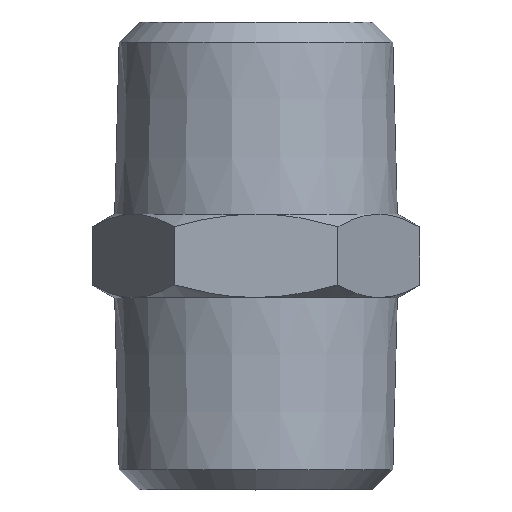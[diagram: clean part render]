
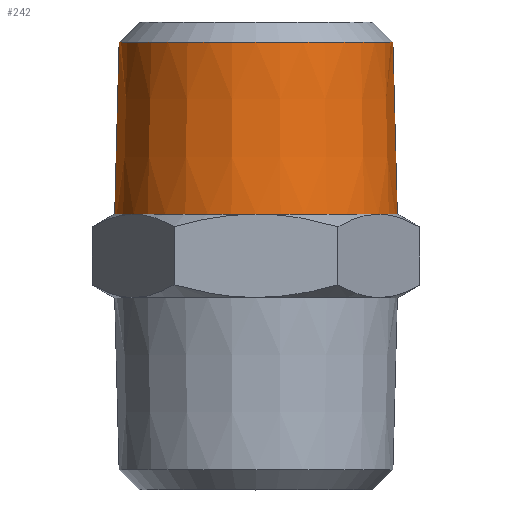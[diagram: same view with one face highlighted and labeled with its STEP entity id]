
A CAD part, top view. The second image highlights one B-rep face of the part: STEP entity #242.
In plain terms, the highlighted conical face has half-angle 1.47 degrees and reference radius 8.462 mm.
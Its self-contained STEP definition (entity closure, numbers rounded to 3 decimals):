
#181 = EDGE_CURVE ( 'NONE', #243, #280, #725, .T. ) ;
#182 = ORIENTED_EDGE ( 'NONE', *, *, #277, .T. ) ;
#183 = VERTEX_POINT ( 'NONE', #721 ) ;
#242 = ADVANCED_FACE ( 'NONE', ( #860 ), #871, .T. ) ;
#243 = VERTEX_POINT ( 'NONE', #872 ) ;
#277 = EDGE_CURVE ( 'NONE', #280, #183, #988, .T. ) ;
#278 = ORIENTED_EDGE ( 'NONE', *, *, #281, .F. ) ;
#279 = EDGE_LOOP ( 'NONE', ( #284, #308, #182, #278 ) ) ;
#280 = VERTEX_POINT ( 'NONE', #993 ) ;
#281 = EDGE_CURVE ( 'NONE', #282, #183, #987, .T. ) ;
#282 = VERTEX_POINT ( 'NONE', #1006 ) ;
#284 = ORIENTED_EDGE ( 'NONE', *, *, #307, .F. ) ;
#307 = EDGE_CURVE ( 'NONE', #243, #282, #939, .T. ) ;
#308 = ORIENTED_EDGE ( 'NONE', *, *, #181, .T. ) ;
#721 = CARTESIAN_POINT ( 'NONE',  ( 8.462, 2.5, 0. ) ) ;
#722 = DIRECTION ( 'NONE',  ( -0.026, -1., 0. ) ) ;
#723 = VECTOR ( 'NONE', #722, 1000. ) ;
#724 = CARTESIAN_POINT ( 'NONE',  ( -8.462, 2.5, 0. ) ) ;
#725 = LINE ( 'NONE', #724, #723 ) ;
#860 = FACE_OUTER_BOUND ( 'NONE', #279, .T. ) ;
#865 = DIRECTION ( 'NONE',  ( 1., 0., 0. ) ) ;
#866 = CARTESIAN_POINT ( 'NONE',  ( 0., 2.5, 0. ) ) ;
#869 = DIRECTION ( 'NONE',  ( 0., -1., 0. ) ) ;
#870 = AXIS2_PLACEMENT_3D ( 'NONE', #866, #869, #865 ) ;
#871 = CONICAL_SURFACE ( 'NONE', #870, 8.462, 0.026 ) ;
#872 = CARTESIAN_POINT ( 'NONE',  ( -8.198, 12.8, 0. ) ) ;
#923 = DIRECTION ( 'NONE',  ( 0.026, -1., 0. ) ) ;
#924 = VECTOR ( 'NONE', #923, 1000. ) ;
#933 = CARTESIAN_POINT ( 'NONE',  ( 0., 12.8, 0. ) ) ;
#934 = AXIS2_PLACEMENT_3D ( 'NONE', #933, #935, #949 ) ;
#935 = DIRECTION ( 'NONE',  ( 0., 1., 0. ) ) ;
#939 = CIRCLE ( 'NONE', #934, 8.198 ) ;
#949 = DIRECTION ( 'NONE',  ( -1., 0., 0. ) ) ;
#986 = CARTESIAN_POINT ( 'NONE',  ( 8.462, 2.5, 0. ) ) ;
#987 = LINE ( 'NONE', #986, #924 ) ;
#988 = CIRCLE ( 'NONE', #994, 8.462 ) ;
#989 = DIRECTION ( 'NONE',  ( 0., 1., 0. ) ) ;
#991 = DIRECTION ( 'NONE',  ( -1., 0., 0. ) ) ;
#992 = CARTESIAN_POINT ( 'NONE',  ( 0., 2.5, 0. ) ) ;
#993 = CARTESIAN_POINT ( 'NONE',  ( -8.462, 2.5, 0. ) ) ;
#994 = AXIS2_PLACEMENT_3D ( 'NONE', #992, #989, #991 ) ;
#1006 = CARTESIAN_POINT ( 'NONE',  ( 8.198, 12.8, 0. ) ) ;
